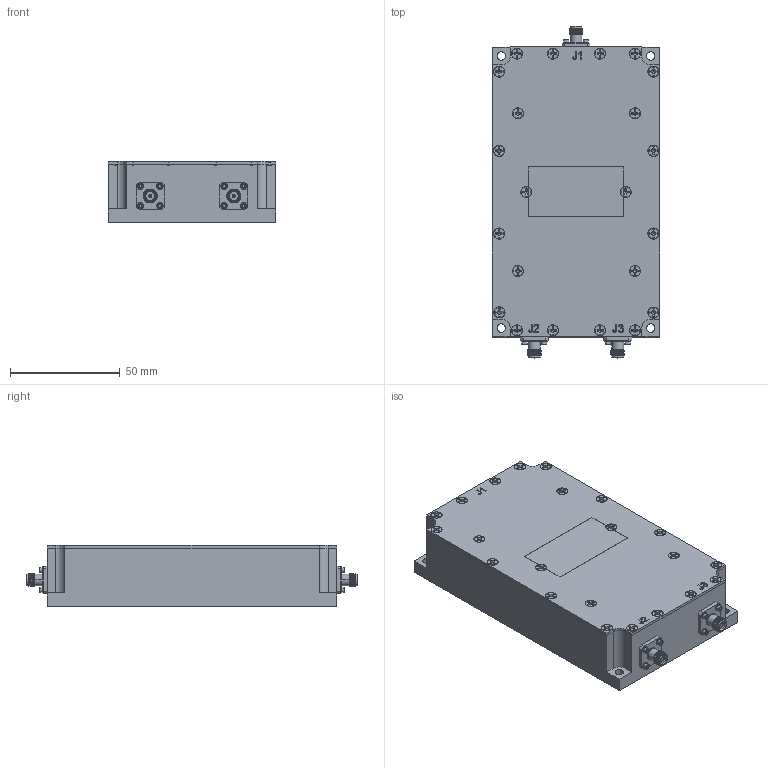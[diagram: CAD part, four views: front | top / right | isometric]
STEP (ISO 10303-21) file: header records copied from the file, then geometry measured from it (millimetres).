
FILE_DESCRIPTION (( 'STEP AP214' ), '1' );
FILE_NAME ('FMS0032_3D.step', '2024-07-26T22:56:56', ( '' ), ( '' ), 'SwSTEP 2.0', 'SolidWorks 2022', '' );
FILE_SCHEMA (( 'AUTOMOTIVE_DESIGN' ));
Length unit declared in the file: inch
Products named in the file (1): FMS0032_3D
Bounding box: 76.2 x 151.23 x 28.02 mm (x, y, z)
Volume: 276368.1 mm3; surface area: 37474.3 mm2
Topology: 2 solids, 14 shells, 1725 faces, 4336 edges, 2799 vertices
Faces by surface type: plane 703, cylinder 514, cone 366, bspline 136, torus 6
Entity records: 86718 total; most frequent: CARTESIAN_POINT 48226, ORIENTED_EDGE 8672, DIRECTION 7177, EDGE_CURVE 4336, VERTEX_POINT 2799, AXIS2_PLACEMENT_3D 2738, EDGE_LOOP 1917, FACE_OUTER_BOUND 1725
